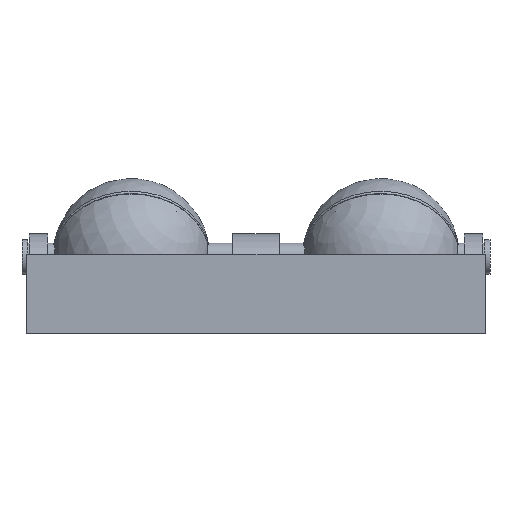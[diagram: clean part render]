
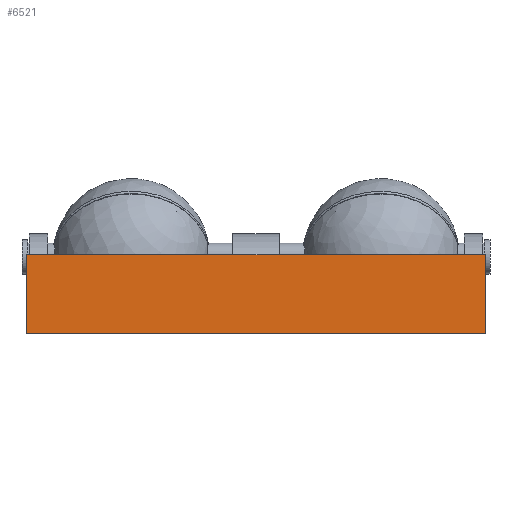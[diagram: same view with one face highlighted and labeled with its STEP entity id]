
A CAD part, front view. The second image highlights one B-rep face of the part: STEP entity #6521.
In plain terms, the highlighted planar face has unit normal (0, -1, 0).
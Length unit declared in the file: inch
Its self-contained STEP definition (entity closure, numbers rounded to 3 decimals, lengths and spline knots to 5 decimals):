
#471=PLANE('',#7189);
#772=FACE_OUTER_BOUND('',#1146,.T.);
#1146=EDGE_LOOP('',(#5505,#5506,#5507,#5508));
#1487=LINE('',#11635,#1903);
#1508=LINE('',#11707,#1924);
#1570=LINE('',#12179,#1986);
#1571=LINE('',#12180,#1987);
#1903=VECTOR('',#8498,0.3937);
#1924=VECTOR('',#8557,0.3937);
#1986=VECTOR('',#8789,0.3937);
#1987=VECTOR('',#8790,0.3937);
#2847=VERTEX_POINT('',#11628);
#2849=VERTEX_POINT('',#11633);
#2866=VERTEX_POINT('',#11705);
#2946=VERTEX_POINT('',#12178);
#3692=EDGE_CURVE('',#2847,#2849,#1487,.T.);
#3723=EDGE_CURVE('',#2866,#2849,#1508,.T.);
#3848=EDGE_CURVE('',#2946,#2866,#1570,.T.);
#3849=EDGE_CURVE('',#2847,#2946,#1571,.T.);
#5505=ORIENTED_EDGE('',*,*,#3723,.F.);
#5506=ORIENTED_EDGE('',*,*,#3848,.F.);
#5507=ORIENTED_EDGE('',*,*,#3849,.F.);
#5508=ORIENTED_EDGE('',*,*,#3692,.T.);
#6521=ADVANCED_FACE('',(#772),#471,.T.);
#7189=AXIS2_PLACEMENT_3D('',#12177,#8787,#8788);
#8498=DIRECTION('',(0.,0.,1.));
#8557=DIRECTION('',(1.,0.,0.));
#8787=DIRECTION('center_axis',(0.,-1.,0.));
#8788=DIRECTION('ref_axis',(0.,0.,-1.));
#8789=DIRECTION('',(0.,0.,1.));
#8790=DIRECTION('',(-1.,0.,0.));
#11628=CARTESIAN_POINT('',(1.12713,-1.22042,-0.8268));
#11633=CARTESIAN_POINT('',(1.12713,-1.22042,0.0232));
#11635=CARTESIAN_POINT('',(1.12713,-1.22042,0.0232));
#11705=CARTESIAN_POINT('',(-3.82713,-1.22042,0.0232));
#11707=CARTESIAN_POINT('',(0.82713,-1.22042,0.0232));
#12177=CARTESIAN_POINT('Origin',(-3.52713,-1.22042,-0.0768));
#12178=CARTESIAN_POINT('',(-3.82713,-1.22042,-0.8268));
#12179=CARTESIAN_POINT('',(-3.82713,-1.22042,0.0232));
#12180=CARTESIAN_POINT('',(-3.52713,-1.22042,-0.8268));
